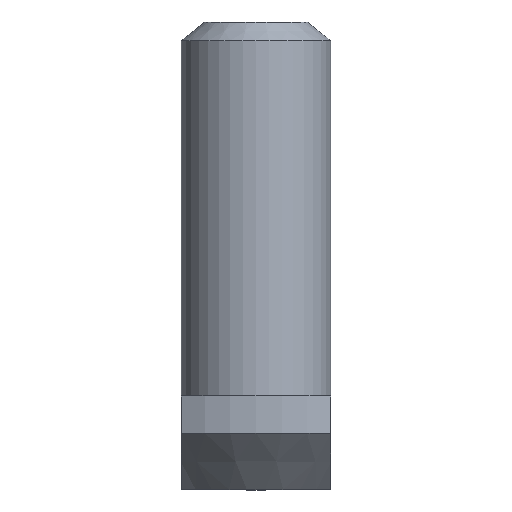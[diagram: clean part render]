
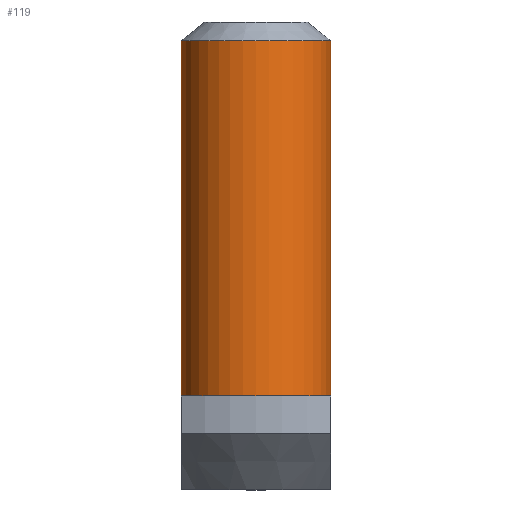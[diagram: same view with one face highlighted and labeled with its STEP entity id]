
A CAD part, top view. The second image highlights one B-rep face of the part: STEP entity #119.
In plain terms, the highlighted cylindrical face has radius 4 mm (diameter 8 mm), a partial arc.
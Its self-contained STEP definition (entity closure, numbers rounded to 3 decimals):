
#7 = DIRECTION ( 'NONE',  ( 0., -1., 0. ) ) ;
#12 = CYLINDRICAL_SURFACE ( 'NONE', #479, 4. ) ;
#13 = DIRECTION ( 'NONE',  ( 0., -1., 0. ) ) ;
#14 = VERTEX_POINT ( 'NONE', #226 ) ;
#17 = DIRECTION ( 'NONE',  ( -1., 0., 0. ) ) ;
#26 = CARTESIAN_POINT ( 'NONE',  ( 0., 0., 0. ) ) ;
#29 = VECTOR ( 'NONE', #13, 1000. ) ;
#35 = EDGE_CURVE ( 'NONE', #14, #217, #328, .T. ) ;
#53 = CARTESIAN_POINT ( 'NONE',  ( 0., 19., 0. ) ) ;
#71 = VERTEX_POINT ( 'NONE', #195 ) ;
#79 = CARTESIAN_POINT ( 'NONE',  ( -4., 19., 0. ) ) ;
#104 = DIRECTION ( 'NONE',  ( 0., -1., 0. ) ) ;
#119 = ADVANCED_FACE ( 'CYL_2', ( #124 ), #12, .T. ) ;
#124 = FACE_OUTER_BOUND ( 'NONE', #247, .T. ) ;
#125 = VECTOR ( 'NONE', #378, 1000. ) ;
#129 = EDGE_CURVE ( 'NONE', #14, #477, #359, .T. ) ;
#195 = CARTESIAN_POINT ( 'NONE',  ( -4., 0., 0. ) ) ;
#196 = AXIS2_PLACEMENT_3D ( 'NONE', #53, #7, #373 ) ;
#206 = AXIS2_PLACEMENT_3D ( 'NONE', #26, #104, #17 ) ;
#217 = VERTEX_POINT ( 'NONE', #451 ) ;
#226 = CARTESIAN_POINT ( 'NONE',  ( 4., 19., 0. ) ) ;
#239 = EDGE_CURVE ( 'NONE', #477, #71, #365, .T. ) ;
#247 = EDGE_LOOP ( 'NONE', ( #449, #339, #337, #522 ) ) ;
#248 = EDGE_CURVE ( 'NONE', #217, #71, #255, .T. ) ;
#255 = CIRCLE ( 'NONE', #206, 4. ) ;
#287 = CARTESIAN_POINT ( 'NONE',  ( 0., 50., 0. ) ) ;
#290 = DIRECTION ( 'NONE',  ( 0., -1., 0. ) ) ;
#328 = LINE ( 'NONE', #374, #29 ) ;
#337 = ORIENTED_EDGE ( 'NONE', *, *, #239, .T. ) ;
#339 = ORIENTED_EDGE ( 'NONE', *, *, #129, .T. ) ;
#359 = CIRCLE ( 'NONE', #196, 4. ) ;
#365 = LINE ( 'NONE', #500, #125 ) ;
#373 = DIRECTION ( 'NONE',  ( -1., 0., 0. ) ) ;
#374 = CARTESIAN_POINT ( 'NONE',  ( 4., 50., 0. ) ) ;
#378 = DIRECTION ( 'NONE',  ( 0., -1., 0. ) ) ;
#449 = ORIENTED_EDGE ( 'NONE', *, *, #35, .F. ) ;
#451 = CARTESIAN_POINT ( 'NONE',  ( 4., 0., 0. ) ) ;
#477 = VERTEX_POINT ( 'NONE', #79 ) ;
#479 = AXIS2_PLACEMENT_3D ( 'NONE', #287, #290, #483 ) ;
#483 = DIRECTION ( 'NONE',  ( -1., 0., 0. ) ) ;
#500 = CARTESIAN_POINT ( 'NONE',  ( -4., 50., 0. ) ) ;
#522 = ORIENTED_EDGE ( 'NONE', *, *, #248, .F. ) ;
